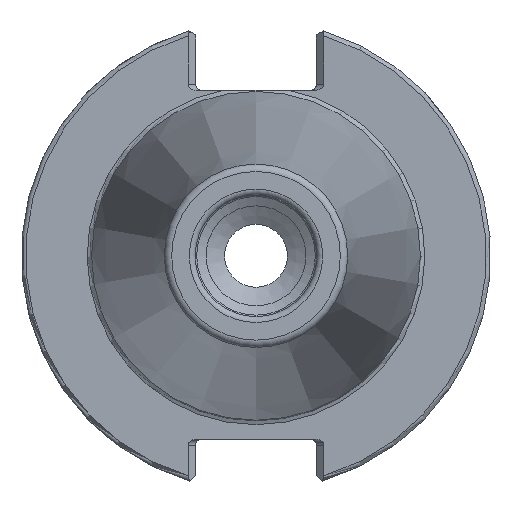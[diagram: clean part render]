
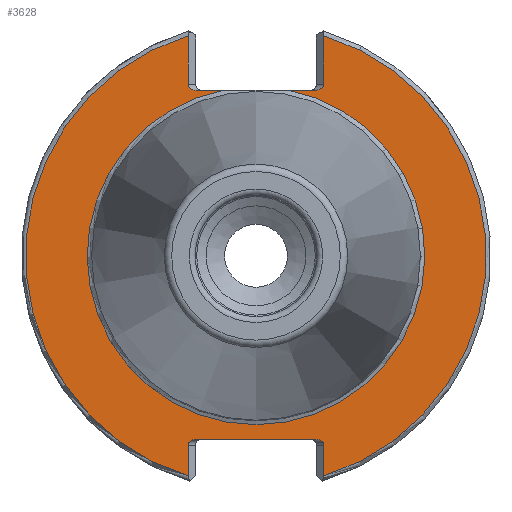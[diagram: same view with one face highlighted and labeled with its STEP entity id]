
A CAD part, left-side view. The second image highlights one B-rep face of the part: STEP entity #3628.
In plain terms, the highlighted planar face has unit normal (-1, 0, 0).
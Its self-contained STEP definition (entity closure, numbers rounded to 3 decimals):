
#77 = CARTESIAN_POINT ( 'NONE',  ( 3.175, 22.825, 22.4 ) ) ;
#80 = VECTOR ( 'NONE', #1108, 1000. ) ;
#163 = CARTESIAN_POINT ( 'NONE',  ( 3.175, -9.18, 22.731 ) ) ;
#166 = ORIENTED_EDGE ( 'NONE', *, *, #1176, .T. ) ;
#187 = DIRECTION ( 'NONE',  ( 0., 0., -1. ) ) ;
#198 = CARTESIAN_POINT ( 'NONE',  ( 3.175, 9.18, 0. ) ) ;
#206 = CARTESIAN_POINT ( 'NONE',  ( 3.175, -9.18, 0. ) ) ;
#251 = CARTESIAN_POINT ( 'NONE',  ( 3.175, 0., 0. ) ) ;
#309 = LINE ( 'NONE', #3265, #1944 ) ;
#369 = ORIENTED_EDGE ( 'NONE', *, *, #2256, .T. ) ;
#377 = VECTOR ( 'NONE', #3256, 1000. ) ;
#415 = EDGE_CURVE ( 'NONE', #3318, #1604, #2109, .T. ) ;
#470 = CARTESIAN_POINT ( 'NONE',  ( 3.175, -8.049, 22.4 ) ) ;
#471 = CARTESIAN_POINT ( 'NONE',  ( 3.175, -9.18, -25.6 ) ) ;
#477 = CARTESIAN_POINT ( 'NONE',  ( 3.175, 9.18, 29.767 ) ) ;
#514 = AXIS2_PLACEMENT_3D ( 'NONE', #3812, #2896, #3837 ) ;
#635 = CARTESIAN_POINT ( 'NONE',  ( 3.175, 9.18, -25.131 ) ) ;
#645 = DIRECTION ( 'NONE',  ( 0., 1., 0. ) ) ;
#662 = CARTESIAN_POINT ( 'NONE',  ( 3.175, 9.18, 23.2 ) ) ;
#686 = ORIENTED_EDGE ( 'NONE', *, *, #415, .T. ) ;
#729 = EDGE_CURVE ( 'NONE', #3238, #2319, #2188, .T. ) ;
#759 = CARTESIAN_POINT ( 'NONE',  ( 3.175, -9.18, 23.2 ) ) ;
#787 = DIRECTION ( 'NONE',  ( 1., 0., 0. ) ) ;
#804 = DIRECTION ( 'NONE',  ( 0., 0., -1. ) ) ;
#811 = EDGE_CURVE ( 'NONE', #3238, #1985, #1950, .T. ) ;
#854 = AXIS2_PLACEMENT_3D ( 'NONE', #2148, #3451, #2803 ) ;
#876 = VERTEX_POINT ( 'NONE', #3972 ) ;
#916 = ORIENTED_EDGE ( 'NONE', *, *, #3191, .T. ) ;
#968 = FACE_OUTER_BOUND ( 'NONE', #1026, .T. ) ;
#975 = VERTEX_POINT ( 'NONE', #3406 ) ;
#987 = CARTESIAN_POINT ( 'NONE',  ( 3.175, 8.049, 22.4 ) ) ;
#1026 = EDGE_LOOP ( 'NONE', ( #3849, #3840, #3928, #916, #1066, #2546, #1055, #369, #686, #3587, #166, #1548, #1325, #1767 ) ) ;
#1039 = CARTESIAN_POINT ( 'NONE',  ( 3.175, -8.049, 22.4 ) ) ;
#1045 = DIRECTION ( 'NONE',  ( -1., 0., 0. ) ) ;
#1055 = ORIENTED_EDGE ( 'NONE', *, *, #3532, .F. ) ;
#1066 = ORIENTED_EDGE ( 'NONE', *, *, #2301, .F. ) ;
#1108 = DIRECTION ( 'NONE',  ( 0., 0., 1. ) ) ;
#1176 = EDGE_CURVE ( 'NONE', #975, #3970, #1854, .T. ) ;
#1194 = CARTESIAN_POINT ( 'NONE',  ( 3.175, -9.18, 23.2 ) ) ;
#1325 = ORIENTED_EDGE ( 'NONE', *, *, #729, .F. ) ;
#1365 = VERTEX_POINT ( 'NONE', #3801 ) ;
#1394 = CARTESIAN_POINT ( 'NONE',  ( 3.175, 9.18, -29.767 ) ) ;
#1452 = DIRECTION ( 'NONE',  ( 0., 0., 1. ) ) ;
#1477 = CARTESIAN_POINT ( 'NONE',  ( 3.175, -9.18, -31.75 ) ) ;
#1482 = VERTEX_POINT ( 'NONE', #471 ) ;
#1548 = ORIENTED_EDGE ( 'NONE', *, *, #1562, .T. ) ;
#1561 = VECTOR ( 'NONE', #2977, 1000. ) ;
#1562 = EDGE_CURVE ( 'NONE', #3970, #2319, #3007, .T. ) ;
#1604 = VERTEX_POINT ( 'NONE', #3147 ) ;
#1624 = CARTESIAN_POINT ( 'NONE',  ( 3.175, 9.18, 22.731 ) ) ;
#1655 = CARTESIAN_POINT ( 'NONE',  ( 3.175, 9.18, -31.75 ) ) ;
#1694 = CARTESIAN_POINT ( 'NONE',  ( 3.175, 22.825, 0. ) ) ;
#1735 =( BOUNDED_CURVE ( )  B_SPLINE_CURVE ( 3, ( #3245, #2031, #1989, #2956 ),
 .UNSPECIFIED., .F., .F. ) 
 B_SPLINE_CURVE_WITH_KNOTS ( ( 4, 4 ),
 ( 4.712, 6.283 ),
 .UNSPECIFIED. ) 
 CURVE ( )  GEOMETRIC_REPRESENTATION_ITEM ( )  RATIONAL_B_SPLINE_CURVE ( ( 1., 0.805, 0.805, 1. ) ) 
 REPRESENTATION_ITEM ( '' )  );
#1767 = ORIENTED_EDGE ( 'NONE', *, *, #811, .T. ) ;
#1854 = LINE ( 'NONE', #77, #2820 ) ;
#1904 = CARTESIAN_POINT ( 'NONE',  ( 3.175, 9.18, -25.6 ) ) ;
#1944 = VECTOR ( 'NONE', #1965, 1000. ) ;
#1950 = CIRCLE ( 'NONE', #3227, 31.15 ) ;
#1965 = DIRECTION ( 'NONE',  ( 0., -1., 0. ) ) ;
#1985 = VERTEX_POINT ( 'NONE', #1394 ) ;
#1989 = CARTESIAN_POINT ( 'NONE',  ( 3.175, -9.18, -25.131 ) ) ;
#2031 = CARTESIAN_POINT ( 'NONE',  ( 3.175, -8.711, -24.8 ) ) ;
#2092 = EDGE_CURVE ( 'NONE', #975, #1604, #3511, .T. ) ;
#2109 = LINE ( 'NONE', #3882, #377 ) ;
#2148 = CARTESIAN_POINT ( 'NONE',  ( 3.175, 0., 0. ) ) ;
#2173 = CARTESIAN_POINT ( 'NONE',  ( 3.175, 8.049, -24.8 ) ) ;
#2188 = LINE ( 'NONE', #198, #2779 ) ;
#2210 = VERTEX_POINT ( 'NONE', #3239 ) ;
#2256 = EDGE_CURVE ( 'NONE', #2842, #3318, #2260, .T. ) ;
#2260 =( BOUNDED_CURVE ( )  B_SPLINE_CURVE ( 3, ( #759, #163, #2307, #470 ),
 .UNSPECIFIED., .F., .F. ) 
 B_SPLINE_CURVE_WITH_KNOTS ( ( 4, 4 ),
 ( 3.142, 4.712 ),
 .UNSPECIFIED. ) 
 CURVE ( )  GEOMETRIC_REPRESENTATION_ITEM ( )  RATIONAL_B_SPLINE_CURVE ( ( 1., 0.805, 0.805, 1. ) ) 
 REPRESENTATION_ITEM ( '' )  );
#2290 = PLANE ( 'NONE',  #3152 ) ;
#2301 = EDGE_CURVE ( 'NONE', #2210, #1482, #2920, .T. ) ;
#2307 = CARTESIAN_POINT ( 'NONE',  ( 3.175, -8.711, 22.4 ) ) ;
#2319 = VERTEX_POINT ( 'NONE', #3618 ) ;
#2408 = EDGE_CURVE ( 'NONE', #2210, #876, #2822, .T. ) ;
#2546 = ORIENTED_EDGE ( 'NONE', *, *, #2408, .T. ) ;
#2641 = EDGE_CURVE ( 'NONE', #3009, #3141, #309, .T. ) ;
#2650 =( BOUNDED_CURVE ( )  B_SPLINE_CURVE ( 3, ( #1904, #635, #3461, #2173 ),
 .UNSPECIFIED., .F., .F. ) 
 B_SPLINE_CURVE_WITH_KNOTS ( ( 4, 4 ),
 ( 3.142, 4.712 ),
 .UNSPECIFIED. ) 
 CURVE ( )  GEOMETRIC_REPRESENTATION_ITEM ( )  RATIONAL_B_SPLINE_CURVE ( ( 1., 0.805, 0.805, 1. ) ) 
 REPRESENTATION_ITEM ( '' )  );
#2667 = EDGE_CURVE ( 'NONE', #1985, #1365, #3956, .T. ) ;
#2779 = VECTOR ( 'NONE', #804, 1000. ) ;
#2798 = CARTESIAN_POINT ( 'NONE',  ( 3.175, 8.049, -24.8 ) ) ;
#2803 = DIRECTION ( 'NONE',  ( 0., 0., 1. ) ) ;
#2820 = VECTOR ( 'NONE', #645, 1000. ) ;
#2822 = CIRCLE ( 'NONE', #854, 31.15 ) ;
#2833 = CARTESIAN_POINT ( 'NONE',  ( 3.175, 8.711, 22.4 ) ) ;
#2842 = VERTEX_POINT ( 'NONE', #1194 ) ;
#2896 = DIRECTION ( 'NONE',  ( -1., 0., 0. ) ) ;
#2920 = LINE ( 'NONE', #1477, #3960 ) ;
#2956 = CARTESIAN_POINT ( 'NONE',  ( 3.175, -9.18, -25.6 ) ) ;
#2977 = DIRECTION ( 'NONE',  ( 0., 0., 1. ) ) ;
#2980 = EDGE_CURVE ( 'NONE', #1365, #3009, #2650, .T. ) ;
#3007 =( BOUNDED_CURVE ( )  B_SPLINE_CURVE ( 3, ( #987, #2833, #1624, #662 ),
 .UNSPECIFIED., .F., .F. ) 
 B_SPLINE_CURVE_WITH_KNOTS ( ( 4, 4 ),
 ( 4.712, 6.283 ),
 .UNSPECIFIED. ) 
 CURVE ( )  GEOMETRIC_REPRESENTATION_ITEM ( )  RATIONAL_B_SPLINE_CURVE ( ( 1., 0.805, 0.805, 1. ) ) 
 REPRESENTATION_ITEM ( '' )  );
#3009 = VERTEX_POINT ( 'NONE', #2798 ) ;
#3141 = VERTEX_POINT ( 'NONE', #3231 ) ;
#3147 = CARTESIAN_POINT ( 'NONE',  ( 3.175, -4.384, 22.4 ) ) ;
#3152 = AXIS2_PLACEMENT_3D ( 'NONE', #1694, #787, #187 ) ;
#3153 = LINE ( 'NONE', #206, #1561 ) ;
#3191 = EDGE_CURVE ( 'NONE', #3141, #1482, #1735, .T. ) ;
#3206 = DIRECTION ( 'NONE',  ( 0., 0., 1. ) ) ;
#3227 = AXIS2_PLACEMENT_3D ( 'NONE', #251, #1045, #3206 ) ;
#3231 = CARTESIAN_POINT ( 'NONE',  ( 3.175, -8.049, -24.8 ) ) ;
#3238 = VERTEX_POINT ( 'NONE', #477 ) ;
#3239 = CARTESIAN_POINT ( 'NONE',  ( 3.175, -9.18, -29.767 ) ) ;
#3245 = CARTESIAN_POINT ( 'NONE',  ( 3.175, -8.049, -24.8 ) ) ;
#3256 = DIRECTION ( 'NONE',  ( 0., 1., 0. ) ) ;
#3265 = CARTESIAN_POINT ( 'NONE',  ( 3.175, -9.18, -24.8 ) ) ;
#3318 = VERTEX_POINT ( 'NONE', #1039 ) ;
#3406 = CARTESIAN_POINT ( 'NONE',  ( 3.175, 4.384, 22.4 ) ) ;
#3451 = DIRECTION ( 'NONE',  ( -1., 0., 0. ) ) ;
#3461 = CARTESIAN_POINT ( 'NONE',  ( 3.175, 8.711, -24.8 ) ) ;
#3511 = CIRCLE ( 'NONE', #514, 22.825 ) ;
#3532 = EDGE_CURVE ( 'NONE', #2842, #876, #3153, .T. ) ;
#3587 = ORIENTED_EDGE ( 'NONE', *, *, #2092, .F. ) ;
#3618 = CARTESIAN_POINT ( 'NONE',  ( 3.175, 9.18, 23.2 ) ) ;
#3628 = ADVANCED_FACE ( 'NONE', ( #968 ), #2290, .F. ) ;
#3691 = CARTESIAN_POINT ( 'NONE',  ( 3.175, 8.049, 22.4 ) ) ;
#3801 = CARTESIAN_POINT ( 'NONE',  ( 3.175, 9.18, -25.6 ) ) ;
#3812 = CARTESIAN_POINT ( 'NONE',  ( 3.175, 0., 0. ) ) ;
#3837 = DIRECTION ( 'NONE',  ( 0., 0., 1. ) ) ;
#3840 = ORIENTED_EDGE ( 'NONE', *, *, #2980, .T. ) ;
#3849 = ORIENTED_EDGE ( 'NONE', *, *, #2667, .T. ) ;
#3882 = CARTESIAN_POINT ( 'NONE',  ( 3.175, 22.825, 22.4 ) ) ;
#3928 = ORIENTED_EDGE ( 'NONE', *, *, #2641, .T. ) ;
#3956 = LINE ( 'NONE', #1655, #80 ) ;
#3960 = VECTOR ( 'NONE', #1452, 1000. ) ;
#3970 = VERTEX_POINT ( 'NONE', #3691 ) ;
#3972 = CARTESIAN_POINT ( 'NONE',  ( 3.175, -9.18, 29.767 ) ) ;
